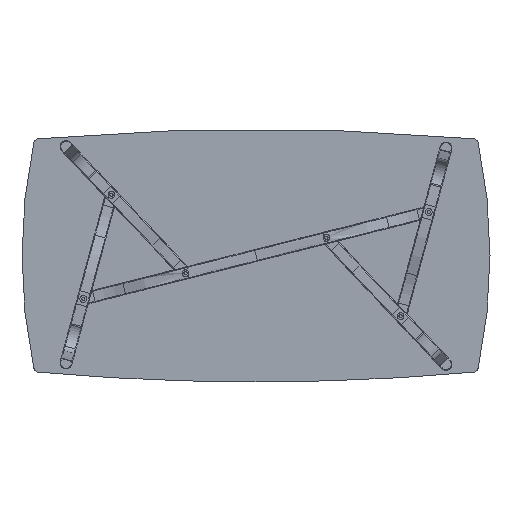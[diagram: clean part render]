
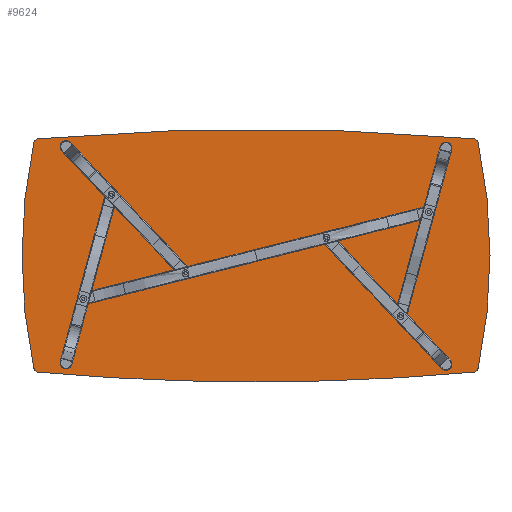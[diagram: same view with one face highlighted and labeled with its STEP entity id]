
A CAD part, front view. The second image highlights one B-rep face of the part: STEP entity #9624.
In plain terms, the highlighted planar face has unit normal (0, -1, 0).
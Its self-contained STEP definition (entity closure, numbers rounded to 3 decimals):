
#86 = CARTESIAN_POINT ( 'NONE',  ( 858.56, 0., 441.411 ) ) ;
#109 = DIRECTION ( 'NONE',  ( 0., 0., 1. ) ) ;
#218 = FACE_OUTER_BOUND ( 'NONE', #1774, .T. ) ;
#676 = EDGE_CURVE ( 'NONE', #7925, #3632, #5371, .T. ) ;
#715 = AXIS2_PLACEMENT_3D ( 'NONE', #3891, #5578, #9083 ) ;
#752 = CIRCLE ( 'NONE', #2014, 2141. ) ;
#823 = DIRECTION ( 'NONE',  ( 0., 0., 1. ) ) ;
#944 = CARTESIAN_POINT ( 'NONE',  ( -608., 0., 4545.156 ) ) ;
#955 = DIRECTION ( 'NONE',  ( 0., -1., 0. ) ) ;
#991 = CIRCLE ( 'NONE', #4428, 9590.312 ) ;
#1041 = AXIS2_PLACEMENT_3D ( 'NONE', #1648, #955, #4344 ) ;
#1080 = ORIENTED_EDGE ( 'NONE', *, *, #10631, .F. ) ;
#1420 = EDGE_CURVE ( 'NONE', #2649, #5073, #5213, .T. ) ;
#1469 = CARTESIAN_POINT ( 'NONE',  ( 0., 0., -9090.312 ) ) ;
#1648 = CARTESIAN_POINT ( 'NONE',  ( -858.56, 0., -441.411 ) ) ;
#1774 = EDGE_LOOP ( 'NONE', ( #1080, #9184, #7281, #5796, #11041, #9074, #6742, #7296, #5273 ) ) ;
#2014 = AXIS2_PLACEMENT_3D ( 'NONE', #8019, #6357, #3725 ) ;
#2086 = CARTESIAN_POINT ( 'NONE',  ( 860.354, 0., -461.331 ) ) ;
#2371 = EDGE_CURVE ( 'NONE', #10636, #9131, #9020, .T. ) ;
#2536 = AXIS2_PLACEMENT_3D ( 'NONE', #10151, #4107, #5843 ) ;
#2537 = CARTESIAN_POINT ( 'NONE',  ( -858.56, 0., 441.411 ) ) ;
#2573 = EDGE_CURVE ( 'NONE', #6661, #9774, #10685, .T. ) ;
#2649 = VERTEX_POINT ( 'NONE', #6184 ) ;
#3393 = CARTESIAN_POINT ( 'NONE',  ( 0., 0., 9090.312 ) ) ;
#3522 = CIRCLE ( 'NONE', #9457, 2141. ) ;
#3526 = CARTESIAN_POINT ( 'NONE',  ( 878.122, 0., -445.574 ) ) ;
#3607 = DIRECTION ( 'NONE',  ( 0., -1., 0. ) ) ;
#3632 = VERTEX_POINT ( 'NONE', #10747 ) ;
#3725 = DIRECTION ( 'NONE',  ( 0., 0., -1. ) ) ;
#3891 = CARTESIAN_POINT ( 'NONE',  ( 0., 0., 9090.312 ) ) ;
#4107 = DIRECTION ( 'NONE',  ( 0., -1., 0. ) ) ;
#4124 = DIRECTION ( 'NONE',  ( 0., 1., 0. ) ) ;
#4344 = DIRECTION ( 'NONE',  ( 0., 0., 1. ) ) ;
#4393 = DIRECTION ( 'NONE',  ( 0., 1., 0. ) ) ;
#4428 = AXIS2_PLACEMENT_3D ( 'NONE', #3393, #4124, #4968 ) ;
#4506 = EDGE_CURVE ( 'NONE', #2649, #6826, #3522, .T. ) ;
#4919 = CARTESIAN_POINT ( 'NONE',  ( -1216., 0., 0. ) ) ;
#4968 = DIRECTION ( 'NONE',  ( 0., 0., 1. ) ) ;
#5053 = CIRCLE ( 'NONE', #2536, 20. ) ;
#5073 = VERTEX_POINT ( 'NONE', #6154 ) ;
#5213 = CIRCLE ( 'NONE', #10627, 20. ) ;
#5273 = ORIENTED_EDGE ( 'NONE', *, *, #2573, .T. ) ;
#5371 = CIRCLE ( 'NONE', #1041, 20. ) ;
#5441 = DIRECTION ( 'NONE',  ( 0., 0., 1. ) ) ;
#5578 = DIRECTION ( 'NONE',  ( 0., 1., 0. ) ) ;
#5754 = EDGE_CURVE ( 'NONE', #9131, #3632, #991, .T. ) ;
#5796 = ORIENTED_EDGE ( 'NONE', *, *, #2371, .F. ) ;
#5843 = DIRECTION ( 'NONE',  ( 0., 0., 1. ) ) ;
#6119 = CARTESIAN_POINT ( 'NONE',  ( -878.122, 0., -445.574 ) ) ;
#6154 = CARTESIAN_POINT ( 'NONE',  ( 860.354, 0., 461.331 ) ) ;
#6184 = CARTESIAN_POINT ( 'NONE',  ( 878.122, 0., 445.574 ) ) ;
#6243 = PLANE ( 'NONE',  #9213 ) ;
#6357 = DIRECTION ( 'NONE',  ( 0., 1., 0. ) ) ;
#6661 = VERTEX_POINT ( 'NONE', #9045 ) ;
#6742 = ORIENTED_EDGE ( 'NONE', *, *, #1420, .T. ) ;
#6826 = VERTEX_POINT ( 'NONE', #3526 ) ;
#7281 = ORIENTED_EDGE ( 'NONE', *, *, #5754, .F. ) ;
#7296 = ORIENTED_EDGE ( 'NONE', *, *, #8603, .F. ) ;
#7560 = DIRECTION ( 'NONE',  ( 0., 1., 0. ) ) ;
#7578 = CARTESIAN_POINT ( 'NONE',  ( 0., 0., -500. ) ) ;
#7925 = VERTEX_POINT ( 'NONE', #6119 ) ;
#7934 = CIRCLE ( 'NONE', #10286, 9590.312 ) ;
#8019 = CARTESIAN_POINT ( 'NONE',  ( 1216., 0., 0. ) ) ;
#8355 = AXIS2_PLACEMENT_3D ( 'NONE', #2537, #3607, #823 ) ;
#8603 = EDGE_CURVE ( 'NONE', #6661, #5073, #7934, .T. ) ;
#8868 = EDGE_CURVE ( 'NONE', #10636, #6826, #5053, .T. ) ;
#9020 = CIRCLE ( 'NONE', #715, 9590.312 ) ;
#9045 = CARTESIAN_POINT ( 'NONE',  ( -860.354, 0., 461.331 ) ) ;
#9074 = ORIENTED_EDGE ( 'NONE', *, *, #4506, .F. ) ;
#9083 = DIRECTION ( 'NONE',  ( 0., 0., 1. ) ) ;
#9131 = VERTEX_POINT ( 'NONE', #7578 ) ;
#9184 = ORIENTED_EDGE ( 'NONE', *, *, #676, .T. ) ;
#9213 = AXIS2_PLACEMENT_3D ( 'NONE', #944, #4393, #109 ) ;
#9374 = CARTESIAN_POINT ( 'NONE',  ( -878.122, 0., 445.574 ) ) ;
#9457 = AXIS2_PLACEMENT_3D ( 'NONE', #4919, #7560, #11072 ) ;
#9624 = ADVANCED_FACE ( 'NONE', ( #218 ), #6243, .F. ) ;
#9742 = DIRECTION ( 'NONE',  ( 0., -1., 0. ) ) ;
#9774 = VERTEX_POINT ( 'NONE', #9374 ) ;
#10151 = CARTESIAN_POINT ( 'NONE',  ( 858.56, 0., -441.411 ) ) ;
#10234 = DIRECTION ( 'NONE',  ( 0., 1., 0. ) ) ;
#10286 = AXIS2_PLACEMENT_3D ( 'NONE', #1469, #10234, #10852 ) ;
#10627 = AXIS2_PLACEMENT_3D ( 'NONE', #86, #9742, #5441 ) ;
#10631 = EDGE_CURVE ( 'NONE', #7925, #9774, #752, .T. ) ;
#10636 = VERTEX_POINT ( 'NONE', #2086 ) ;
#10685 = CIRCLE ( 'NONE', #8355, 20. ) ;
#10747 = CARTESIAN_POINT ( 'NONE',  ( -860.354, 0., -461.331 ) ) ;
#10852 = DIRECTION ( 'NONE',  ( 0., 0., -1. ) ) ;
#11041 = ORIENTED_EDGE ( 'NONE', *, *, #8868, .T. ) ;
#11072 = DIRECTION ( 'NONE',  ( 0., 0., 1. ) ) ;
